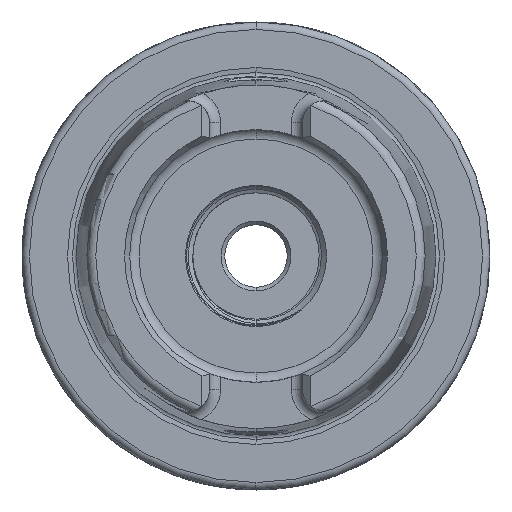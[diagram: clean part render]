
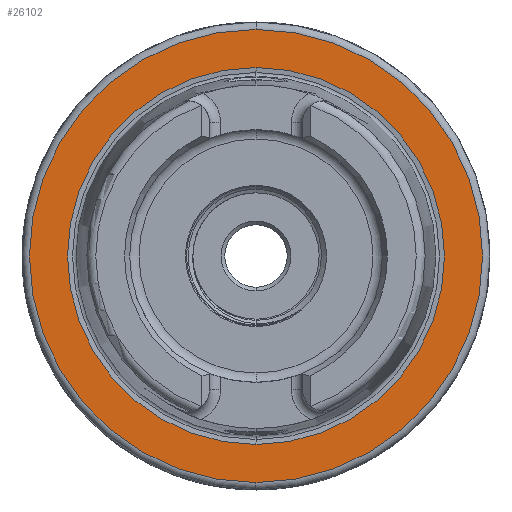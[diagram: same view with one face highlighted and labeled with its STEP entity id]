
A CAD part, left-side view. The second image highlights one B-rep face of the part: STEP entity #26102.
In plain terms, the highlighted planar face has unit normal (-1, 0, 0).
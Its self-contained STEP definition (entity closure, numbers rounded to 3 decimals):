
#1710 = VERTEX_POINT ( 'NONE', #17297 ) ;
#1712 = VERTEX_POINT ( 'NONE', #17306 ) ;
#1730 = VERTEX_POINT ( 'NONE', #17321 ) ;
#1794 = VERTEX_POINT ( 'NONE', #17279 ) ;
#2463 = PLANE ( 'NONE',  #11442 ) ;
#2470 = DIRECTION ( 'NONE',  ( -1., 0., 0. ) ) ;
#2500 = CARTESIAN_POINT ( 'NONE',  ( 0., 25.369, 0. ) ) ;
#2501 = DIRECTION ( 'NONE',  ( 0., 0., 1. ) ) ;
#10006 = CIRCLE ( 'NONE', #11755, 30.5 ) ;
#10128 = CIRCLE ( 'NONE', #11754, 25.369 ) ;
#10174 = ORIENTED_EDGE ( 'NONE', *, *, #24592, .T. ) ;
#10209 = ORIENTED_EDGE ( 'NONE', *, *, #24182, .T. ) ;
#10282 = ORIENTED_EDGE ( 'NONE', *, *, #24187, .T. ) ;
#10301 = ORIENTED_EDGE ( 'NONE', *, *, #24584, .T. ) ;
#11386 = AXIS2_PLACEMENT_3D ( 'NONE', #13780, #13773, #13781 ) ;
#11393 = AXIS2_PLACEMENT_3D ( 'NONE', #13837, #13851, #13834 ) ;
#11442 = AXIS2_PLACEMENT_3D ( 'NONE', #2500, #2470, #2501 ) ;
#11754 = AXIS2_PLACEMENT_3D ( 'NONE', #25531, #25521, #25515 ) ;
#11755 = AXIS2_PLACEMENT_3D ( 'NONE', #25519, #25532, #25530 ) ;
#13773 = DIRECTION ( 'NONE',  ( 1., 0., 0. ) ) ;
#13780 = CARTESIAN_POINT ( 'NONE',  ( 0., 0., 0. ) ) ;
#13781 = DIRECTION ( 'NONE',  ( 0., 0., -1. ) ) ;
#13834 = DIRECTION ( 'NONE',  ( 0., 0., 1. ) ) ;
#13837 = CARTESIAN_POINT ( 'NONE',  ( 0., 0., 0. ) ) ;
#13851 = DIRECTION ( 'NONE',  ( -1., 0., 0. ) ) ;
#17279 = CARTESIAN_POINT ( 'NONE',  ( 0., 0., -25.369 ) ) ;
#17297 = CARTESIAN_POINT ( 'NONE',  ( 0., 0., 30.5 ) ) ;
#17306 = CARTESIAN_POINT ( 'NONE',  ( 0., 0., 25.369 ) ) ;
#17321 = CARTESIAN_POINT ( 'NONE',  ( 0., 0., -30.5 ) ) ;
#20961 = EDGE_LOOP ( 'NONE', ( #10282, #10174 ) ) ;
#20982 = EDGE_LOOP ( 'NONE', ( #10209, #10301 ) ) ;
#24182 = EDGE_CURVE ( 'NONE', #1712, #1794, #10128, .T. ) ;
#24187 = EDGE_CURVE ( 'NONE', #1710, #1730, #10006, .T. ) ;
#24584 = EDGE_CURVE ( 'NONE', #1794, #1712, #26798, .T. ) ;
#24592 = EDGE_CURVE ( 'NONE', #1730, #1710, #26770, .T. ) ;
#25515 = DIRECTION ( 'NONE',  ( 0., 0., -1. ) ) ;
#25519 = CARTESIAN_POINT ( 'NONE',  ( 0., 0., 0. ) ) ;
#25521 = DIRECTION ( 'NONE',  ( 1., 0., 0. ) ) ;
#25530 = DIRECTION ( 'NONE',  ( 0., 0., 1. ) ) ;
#25531 = CARTESIAN_POINT ( 'NONE',  ( 0., 0., 0. ) ) ;
#25532 = DIRECTION ( 'NONE',  ( -1., 0., 0. ) ) ;
#26102 = ADVANCED_FACE ( 'NONE', ( #26975, #26969 ), #2463, .T. ) ;
#26770 = CIRCLE ( 'NONE', #11393, 30.5 ) ;
#26798 = CIRCLE ( 'NONE', #11386, 25.369 ) ;
#26969 = FACE_BOUND ( 'NONE', #20982, .T. ) ;
#26975 = FACE_OUTER_BOUND ( 'NONE', #20961, .T. ) ;
